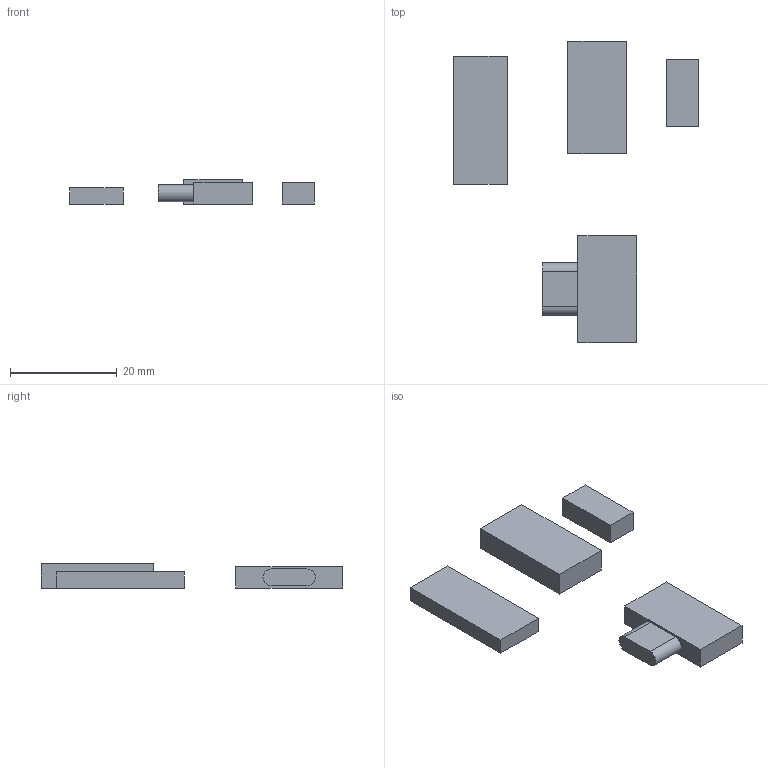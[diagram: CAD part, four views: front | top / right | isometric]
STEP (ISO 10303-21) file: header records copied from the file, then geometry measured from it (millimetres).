
FILE_DESCRIPTION(/* description */ ('STEP AP242 Edition 2','CAx-IF Rec.Pracs.---Representation and Presentation of Product Manufacturing Information (PMI)---4.0---2014-10-13','CAx-IF Rec.Pracs.---3D Tessellated Geometry---0.4---2014-09-14','2;1','CAx-IF Rec.Pracs.---User Defined Attributes---1.5---2016-08-15'),/* implementation_level */ '2;1');
FILE_NAME(/* name */ '694f26a46ffbd1669c28ef92',/* time_stamp */ '2025-12-27T00:21:57Z',/* author */ (''),/* organization */ (''),/* preprocessor_version */ 'ST-DEVELOPER v20',/* originating_system */ 'ONSHAPE BY PTC INC, 1.208',/* authorisation */ ' ');
FILE_SCHEMA (('AP242_MANAGED_MODEL_BASED_3D_ENGINEERING_MIM_LF { 1 0 10303 442 3 1 4 }'));
Length unit declared in the file: metre
Products named in the file (4): Battery; Bone conduction; Main PCB; USB (Approximate PCB size)
Bounding box: 45.76 x 56.35 x 4.5 mm (x, y, z)
Volume: 3133.4 mm3; surface area: 2576.2 mm2
Topology: 4 solids, 4 shells, 29 faces, 60 edges, 40 vertices
Faces by surface type: plane 27, cylinder 2
Entity records: 858 total; most frequent: CARTESIAN_POINT 133, DIRECTION 130, ORIENTED_EDGE 120, EDGE_CURVE 60, LINE 56, VECTOR 56, VERTEX_POINT 40, AXIS2_PLACEMENT_3D 37
